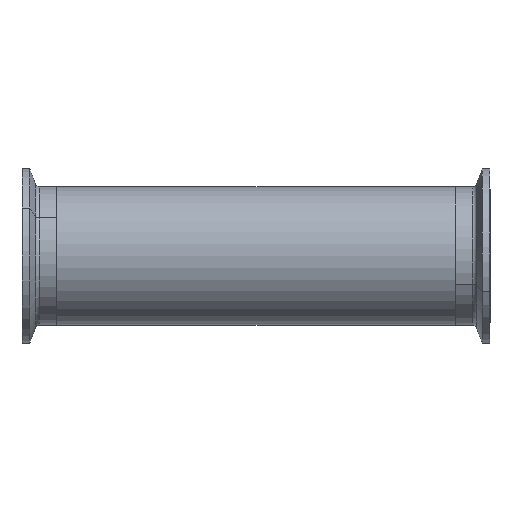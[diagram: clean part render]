
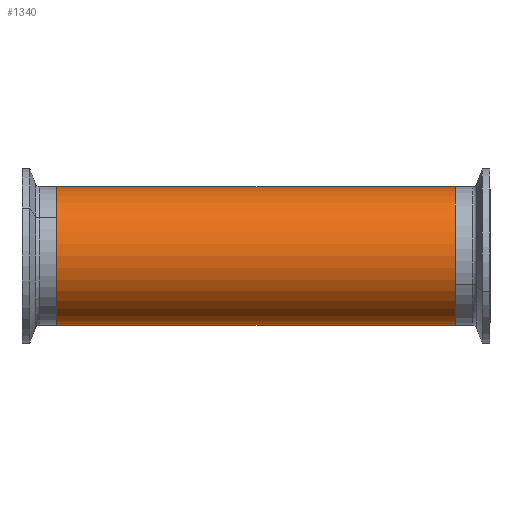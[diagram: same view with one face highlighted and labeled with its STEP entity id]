
A CAD part, front view. The second image highlights one B-rep face of the part: STEP entity #1340.
In plain terms, the highlighted cylindrical face has radius 25.4 mm (diameter 50.8 mm), a partial arc.
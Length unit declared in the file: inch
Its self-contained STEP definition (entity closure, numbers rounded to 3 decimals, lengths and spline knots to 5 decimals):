
#49 = DIRECTION ( 'NONE',  ( 0., 0., -1. ) ) ;
#113 = ORIENTED_EDGE ( 'NONE', *, *, #1038, .T. ) ;
#344 = DIRECTION ( 'NONE',  ( 0., 0., 1. ) ) ;
#359 = EDGE_CURVE ( 'NONE', #2430, #2252, #1353, .T. ) ;
#415 = DIRECTION ( 'NONE',  ( 1., 0., 0. ) ) ;
#446 = EDGE_CURVE ( 'NONE', #2430, #2746, #1860, .T. ) ;
#474 = CARTESIAN_POINT ( 'NONE',  ( 2.87402, 0., 1. ) ) ;
#609 = CIRCLE ( 'NONE', #1887, 1. ) ;
#908 = FACE_OUTER_BOUND ( 'NONE', #1612, .T. ) ;
#1038 = EDGE_CURVE ( 'NONE', #2746, #2384, #609, .T. ) ;
#1203 = DIRECTION ( 'NONE',  ( 1., 0., 0. ) ) ;
#1271 = DIRECTION ( 'NONE',  ( -1., 0., 0. ) ) ;
#1315 = AXIS2_PLACEMENT_3D ( 'NONE', #2674, #1271, #344 ) ;
#1340 = ADVANCED_FACE ( 'NONE', ( #908 ), #2049, .T. ) ;
#1353 = CIRCLE ( 'NONE', #1758, 1. ) ;
#1498 = VECTOR ( 'NONE', #2587, 39.37008 ) ;
#1499 = ORIENTED_EDGE ( 'NONE', *, *, #359, .F. ) ;
#1612 = EDGE_LOOP ( 'NONE', ( #1896, #1499, #2096, #113 ) ) ;
#1622 = CARTESIAN_POINT ( 'NONE',  ( -2.87402, 0., 0. ) ) ;
#1649 = LINE ( 'NONE', #2830, #1934 ) ;
#1758 = AXIS2_PLACEMENT_3D ( 'NONE', #2517, #415, #2271 ) ;
#1775 = CARTESIAN_POINT ( 'NONE',  ( 2.87402, 0., -1. ) ) ;
#1860 = LINE ( 'NONE', #474, #1498 ) ;
#1887 = AXIS2_PLACEMENT_3D ( 'NONE', #1622, #1203, #49 ) ;
#1896 = ORIENTED_EDGE ( 'NONE', *, *, #1975, .F. ) ;
#1934 = VECTOR ( 'NONE', #2607, 39.37008 ) ;
#1975 = EDGE_CURVE ( 'NONE', #2252, #2384, #1649, .T. ) ;
#2042 = CARTESIAN_POINT ( 'NONE',  ( -2.87402, 0., 1. ) ) ;
#2049 = CYLINDRICAL_SURFACE ( 'NONE', #1315, 1. ) ;
#2096 = ORIENTED_EDGE ( 'NONE', *, *, #446, .T. ) ;
#2252 = VERTEX_POINT ( 'NONE', #1775 ) ;
#2271 = DIRECTION ( 'NONE',  ( 0., 0., -1. ) ) ;
#2384 = VERTEX_POINT ( 'NONE', #3007 ) ;
#2430 = VERTEX_POINT ( 'NONE', #2769 ) ;
#2517 = CARTESIAN_POINT ( 'NONE',  ( 2.87402, 0., 0. ) ) ;
#2587 = DIRECTION ( 'NONE',  ( -1., 0., 0. ) ) ;
#2607 = DIRECTION ( 'NONE',  ( -1., 0., 0. ) ) ;
#2674 = CARTESIAN_POINT ( 'NONE',  ( 2.87402, 0., 0. ) ) ;
#2746 = VERTEX_POINT ( 'NONE', #2042 ) ;
#2769 = CARTESIAN_POINT ( 'NONE',  ( 2.87402, 0., 1. ) ) ;
#2830 = CARTESIAN_POINT ( 'NONE',  ( 2.87402, 0., -1. ) ) ;
#3007 = CARTESIAN_POINT ( 'NONE',  ( -2.87402, 0., -1. ) ) ;
